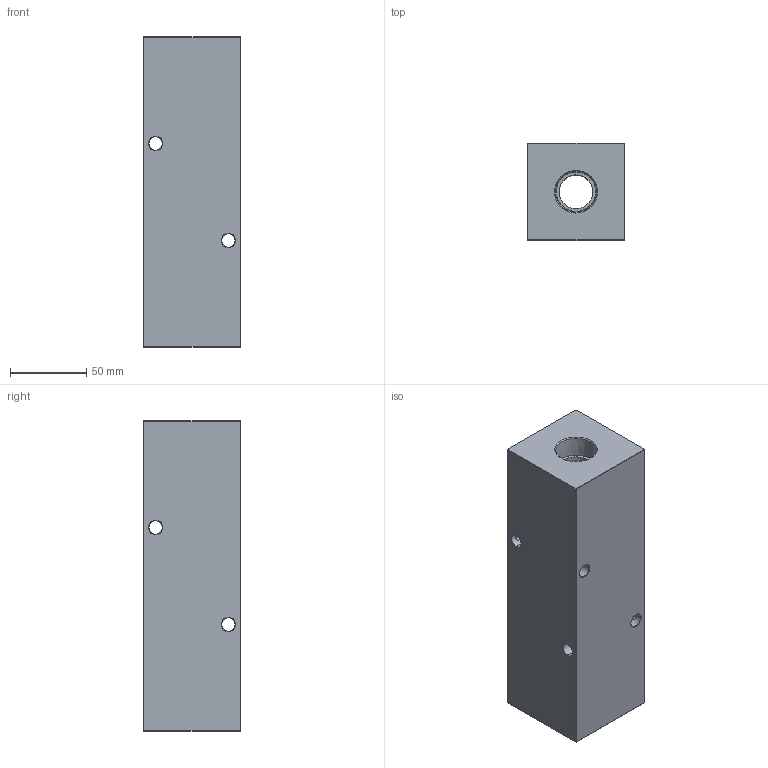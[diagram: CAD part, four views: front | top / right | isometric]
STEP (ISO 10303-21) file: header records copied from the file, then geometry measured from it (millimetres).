
FILE_DESCRIPTION (( 'STEP AP214' ), '1' );
FILE_NAME ('HM-3-0-P-12-12.STEP', '2020-02-28T20:34:05', ( '' ), ( '' ), 'SwSTEP 2.0', 'SolidWorks 2019', '' );
FILE_SCHEMA (( 'AUTOMOTIVE_DESIGN' ));
Length unit declared in the file: inch
Products named in the file (1): HM-3-0-P-12-12
Bounding box: 63.5 x 63.5 x 203.2 mm (x, y, z)
Volume: 688421.6 mm3; surface area: 81965.9 mm2
Topology: 1 solids, 1 shells, 494 faces, 1296 edges, 846 vertices
Faces by surface type: plane 255, bspline 185, cone 30, cylinder 24
Entity records: 30512 total; most frequent: CARTESIAN_POINT 13386, ORIENTED_EDGE 2592, DIRECTION 1598, EDGE_CURVE 1296, VERTEX_POINT 846, VECTOR 818, LINE 818, EDGE_LOOP 556
